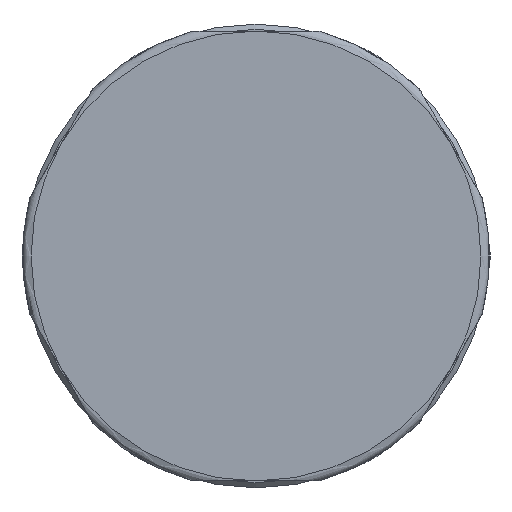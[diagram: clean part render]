
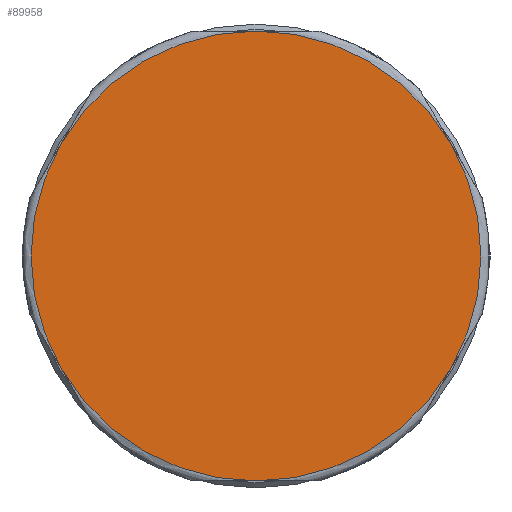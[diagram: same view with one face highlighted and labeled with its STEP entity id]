
A CAD part, left-side view. The second image highlights one B-rep face of the part: STEP entity #89958.
In plain terms, the highlighted planar face has unit normal (-1, 0, 0).
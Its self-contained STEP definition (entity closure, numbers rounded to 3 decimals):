
#89897=CARTESIAN_POINT('',(0.,10.55,0.0));
#89898=DIRECTION('',(-1.0,0.0,0.0));
#89899=DIRECTION('',(0.0,0.0,1.0));
#89900=AXIS2_PLACEMENT_3D('',#89897,#89898,#89899);
#89901=PLANE('',#89900);
#89902=CARTESIAN_POINT('',(0.,0.0,13.));
#89903=VERTEX_POINT('',#89902);
#89904=CARTESIAN_POINT('',(0.,-11.258,6.5));
#89905=VERTEX_POINT('',#89904);
#89906=CARTESIAN_POINT('',(0.,0.0,0.0));
#89907=DIRECTION('',(1.0,0.0,0.0));
#89908=DIRECTION('',(0.0,-1.0,0.0));
#89909=AXIS2_PLACEMENT_3D('',#89906,#89907,#89908);
#89910=CIRCLE('',#89909,13.);
#89911=EDGE_CURVE('',#89903,#89905,#89910,.T.);
#89912=ORIENTED_EDGE('',*,*,#89911,.F.);
#89913=CARTESIAN_POINT('',(0.,11.258,6.5));
#89914=VERTEX_POINT('',#89913);
#89915=CARTESIAN_POINT('',(0.,0.0,0.0));
#89916=DIRECTION('',(1.0,0.0,0.0));
#89917=DIRECTION('',(0.0,-1.0,0.0));
#89918=AXIS2_PLACEMENT_3D('',#89915,#89916,#89917);
#89919=CIRCLE('',#89918,13.);
#89920=EDGE_CURVE('',#89914,#89903,#89919,.T.);
#89921=ORIENTED_EDGE('',*,*,#89920,.F.);
#89922=CARTESIAN_POINT('',(0.,11.258,-6.5));
#89923=VERTEX_POINT('',#89922);
#89924=CARTESIAN_POINT('',(0.,0.0,0.0));
#89925=DIRECTION('',(1.0,0.0,0.0));
#89926=DIRECTION('',(0.0,-1.0,0.0));
#89927=AXIS2_PLACEMENT_3D('',#89924,#89925,#89926);
#89928=CIRCLE('',#89927,13.);
#89929=EDGE_CURVE('',#89923,#89914,#89928,.T.);
#89930=ORIENTED_EDGE('',*,*,#89929,.F.);
#89931=CARTESIAN_POINT('',(0.,0.,-13.));
#89932=VERTEX_POINT('',#89931);
#89933=CARTESIAN_POINT('',(0.,0.0,0.0));
#89934=DIRECTION('',(1.0,0.0,0.0));
#89935=DIRECTION('',(0.0,-1.0,0.0));
#89936=AXIS2_PLACEMENT_3D('',#89933,#89934,#89935);
#89937=CIRCLE('',#89936,13.);
#89938=EDGE_CURVE('',#89932,#89923,#89937,.T.);
#89939=ORIENTED_EDGE('',*,*,#89938,.F.);
#89940=CARTESIAN_POINT('',(0.,-11.258,-6.5));
#89941=VERTEX_POINT('',#89940);
#89942=CARTESIAN_POINT('',(0.,0.0,0.0));
#89943=DIRECTION('',(1.0,0.0,0.0));
#89944=DIRECTION('',(0.0,-1.0,0.0));
#89945=AXIS2_PLACEMENT_3D('',#89942,#89943,#89944);
#89946=CIRCLE('',#89945,13.);
#89947=EDGE_CURVE('',#89941,#89932,#89946,.T.);
#89948=ORIENTED_EDGE('',*,*,#89947,.F.);
#89949=CARTESIAN_POINT('',(0.,0.0,0.0));
#89950=DIRECTION('',(1.0,0.0,0.0));
#89951=DIRECTION('',(0.0,-1.0,0.0));
#89952=AXIS2_PLACEMENT_3D('',#89949,#89950,#89951);
#89953=CIRCLE('',#89952,13.);
#89954=EDGE_CURVE('',#89905,#89941,#89953,.T.);
#89955=ORIENTED_EDGE('',*,*,#89954,.F.);
#89956=EDGE_LOOP('',(#89912,#89921,#89930,#89939,#89948,#89955));
#89957=FACE_OUTER_BOUND('',#89956,.T.);
#89958=ADVANCED_FACE('',(#89957),#89901,.T.);
